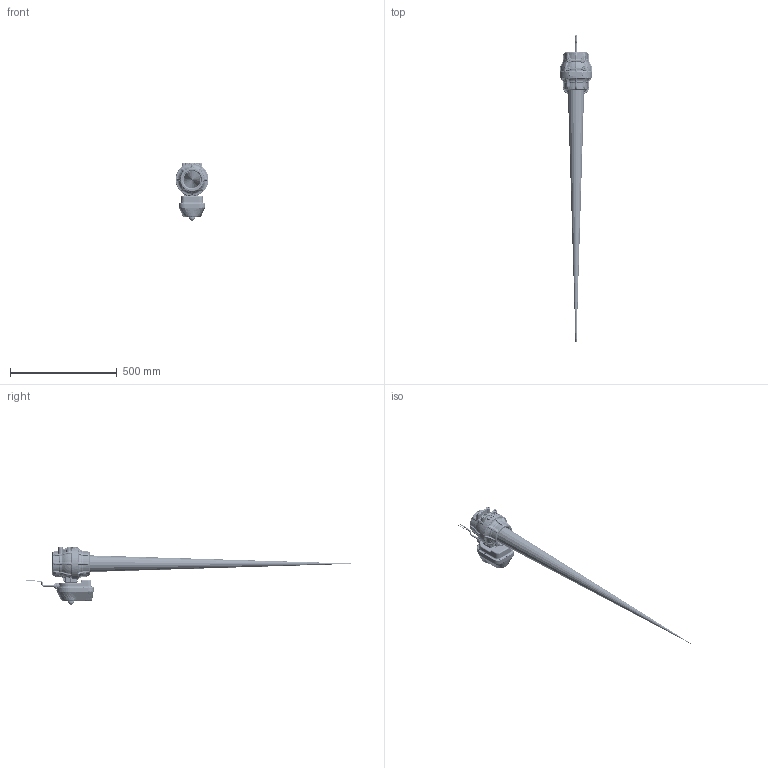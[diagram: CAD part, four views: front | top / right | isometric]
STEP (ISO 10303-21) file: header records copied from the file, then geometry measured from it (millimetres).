
FILE_DESCRIPTION(/* description */ ('EVX 3"FP 4S WWC 3W 24V'),/* implementation_level */ '2;1');
FILE_NAME(/* name */ 'EVX30024.stp',/* time_stamp */ '2020-10-28T14:04:11-04:00',/* author */ ('DMK'),/* organization */ (''),/* preprocessor_version */ 'ST-DEVELOPER v17.2',/* originating_system */ 'Autodesk Inventor 2019',/* authorisation */ '');
FILE_SCHEMA (('AUTOMOTIVE_DESIGN { 1 0 10303 214 3 1 1 }'));
Length unit declared in the file: inch
Products named in the file (64): EVX30024; EP62C10320; B61905PPHS; B632038PM; EP10320; EP10310; IRF4905; optical sensor; BlueLED; RedLED; fuse; EP1KIT; EVP25110; EVP25108; EVP25109; EP23KIT; EVP25103; EVP25107; A29M2V; UV15163V; VEL1030; MSC0001; EVP25104; EP30KIT; EVP35113; A161V; EP62C; EVP35111; EVP35112; EP62CX; 5630 drive shaft; motor; 90600A127_BUTTON HEAD TORX MACHINE SCREW; 1-2id x 3-8h x 3-4od bearing2868T121_HIGH-LOAD OIL-EMBEDDED SLEEVE BE
ARING; 3-16 1-4 tall bearing; gear pin 2; gear pin 1; gear pin3 5-32; gear pin4 3-16; 9714K34 wave washer ...
Assembly tree (84 placements, depth 5):
  EVX30024
    EP62C10320
      B61905PPHS  x11
      B632038PM  x4
      EP10320
        EP10310
        IRF4905  x4
        optical sensor  x2
        BlueLED
        RedLED
        fuse
      EP1KIT
        EVP25110
        EVP25108
        EVP25109
      EP23KIT
        EVP25103
        EVP25107
        A29M2V
        UV15163V
        VEL1030
        MSC0001
        EVP25104
      EP30KIT
        EVP35113
        A161V
      EP62C
        EVP35111
        EVP35112
        EP62CX
          5630 drive shaft
          motor
          90600A127_BUTTON HEAD TORX MACHINE SCREW  x4
          1-2id x 3-8h x 3-4od bearing2868T121_HIGH-LOAD OIL-EMBEDDED SLEEVE BE
ARING
          3-16 1-4 tall bearing
          gear pin 2
          gear pin 1
          gear pin3 5-32
          gear pin4 3-16
          9714K34 wave washer
          gear1
          pinion1
          gear2
          pinion2
          gear3
          pinion3
          gear4
          pinion4
          gear5
          pinion5
          MOTOR LABEL
      EVPC0318X
      VEL1033
      VEL1034
    EVP30001
    EVX300HX
      AQ206V
      EVP30151
      EVPS30156H
        EVPS30156HX
Bounding box: 153.99 x 1555.89 x 269.24 mm (x, y, z)
Volume: 1578573.4 mm3; surface area: 1773401.9 mm2
Topology: 79 solids, 79 shells, 8941 faces, 25236 edges, 18736 vertices
Faces by surface type: cylinder 3246, plane 2995, bspline 1801, torus 569, cone 200, sphere 130
Full cylindrical faces by diameter (mm): 0.399 x1, 0.403 x1, 0.409 x1, 1.2 x4, 1.473 x6, 2.02 x56, 2.032 x22, 2.159 x77, 2.381 x2, 2.413 x11, 2.616 x3, 2.642 x4, 2.667 x2, 2.743 x33, 2.845 x52, 2.886 x1, 3.175 x8, 3.18 x1, 3.2 x1, 3.226 x2, 3.429 x10, 3.442 x4, 3.454 x2, 3.556 x33, 3.759 x4, 3.81 x15, 3.886 x1, 3.945 x1, 3.969 x1, 4.064 x1
Entity records: 325178 total; most frequent: CARTESIAN_POINT 132409, ORIENTED_EDGE 39648, DIRECTION 37591, EDGE_CURVE 19824, AXIS2_PLACEMENT_3D 14421, VERTEX_POINT 12677, LINE 8749, VECTOR 8749
